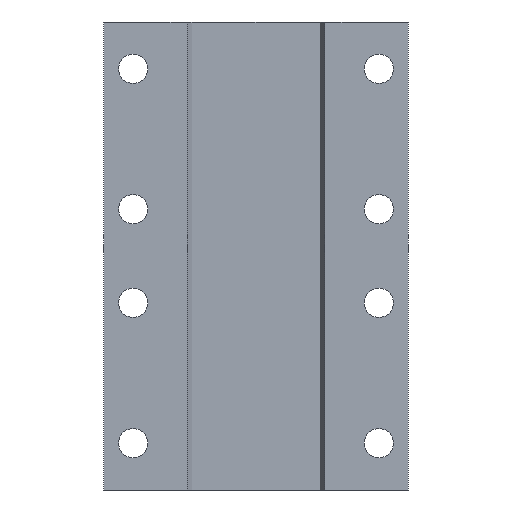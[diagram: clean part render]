
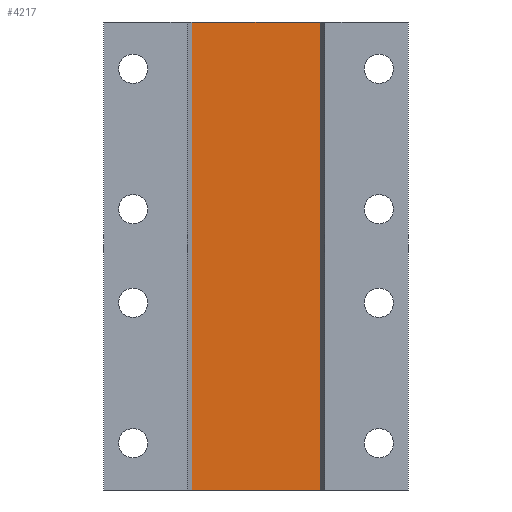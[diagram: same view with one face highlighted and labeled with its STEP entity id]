
A CAD part, front view. The second image highlights one B-rep face of the part: STEP entity #4217.
In plain terms, the highlighted planar face has unit normal (0, -1, 0).
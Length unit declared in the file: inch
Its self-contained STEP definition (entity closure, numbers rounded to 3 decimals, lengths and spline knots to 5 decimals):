
#3 = EDGE_CURVE ( 'NONE', #4525, #7329, #804, .T. ) ;
#82 = CARTESIAN_POINT ( 'NONE',  ( 0., -0.392, -1.25 ) ) ;
#109 = FACE_OUTER_BOUND ( 'NONE', #2346, .T. ) ;
#190 = CARTESIAN_POINT ( 'NONE',  ( -0.34247, -0.392, 1.25 ) ) ;
#268 = DIRECTION ( 'NONE',  ( 0., 0., 1. ) ) ;
#311 = LINE ( 'NONE', #2872, #7275 ) ;
#665 = EDGE_CURVE ( 'NONE', #4525, #1246, #311, .T. ) ;
#669 = CARTESIAN_POINT ( 'NONE',  ( -0.34247, -0.392, -1.25 ) ) ;
#689 = CARTESIAN_POINT ( 'NONE',  ( -0.34247, -0.392, 1.25 ) ) ;
#748 = PLANE ( 'NONE',  #4577 ) ;
#804 = LINE ( 'NONE', #82, #4780 ) ;
#1240 = LINE ( 'NONE', #689, #5408 ) ;
#1246 = VERTEX_POINT ( 'NONE', #5302 ) ;
#1945 = DIRECTION ( 'NONE',  ( 0., 0., 1. ) ) ;
#2346 = EDGE_LOOP ( 'NONE', ( #5543, #4371, #5483, #6900 ) ) ;
#2705 = CARTESIAN_POINT ( 'NONE',  ( 0.34247, -0.392, -1.25 ) ) ;
#2872 = CARTESIAN_POINT ( 'NONE',  ( 0.34247, -0.392, -1.25 ) ) ;
#3238 = VERTEX_POINT ( 'NONE', #190 ) ;
#3271 = DIRECTION ( 'NONE',  ( 0., 1., 0. ) ) ;
#3744 = DIRECTION ( 'NONE',  ( 0., 0., 1. ) ) ;
#4183 = EDGE_CURVE ( 'NONE', #7329, #3238, #4342, .T. ) ;
#4217 = ADVANCED_FACE ( 'NONE', ( #109 ), #748, .F. ) ;
#4342 = LINE ( 'NONE', #8298, #5254 ) ;
#4371 = ORIENTED_EDGE ( 'NONE', *, *, #4757, .T. ) ;
#4525 = VERTEX_POINT ( 'NONE', #2705 ) ;
#4577 = AXIS2_PLACEMENT_3D ( 'NONE', #669, #3271, #1945 ) ;
#4655 = DIRECTION ( 'NONE',  ( -1., 0., 0. ) ) ;
#4757 = EDGE_CURVE ( 'NONE', #1246, #3238, #1240, .T. ) ;
#4772 = DIRECTION ( 'NONE',  ( -1., 0., 0. ) ) ;
#4780 = VECTOR ( 'NONE', #4772, 39.37008 ) ;
#4850 = CARTESIAN_POINT ( 'NONE',  ( -0.34247, -0.392, -1.25 ) ) ;
#5254 = VECTOR ( 'NONE', #3744, 39.37008 ) ;
#5302 = CARTESIAN_POINT ( 'NONE',  ( 0.34247, -0.392, 1.25 ) ) ;
#5408 = VECTOR ( 'NONE', #4655, 39.37008 ) ;
#5483 = ORIENTED_EDGE ( 'NONE', *, *, #4183, .F. ) ;
#5543 = ORIENTED_EDGE ( 'NONE', *, *, #665, .T. ) ;
#6900 = ORIENTED_EDGE ( 'NONE', *, *, #3, .F. ) ;
#7275 = VECTOR ( 'NONE', #268, 39.37008 ) ;
#7329 = VERTEX_POINT ( 'NONE', #4850 ) ;
#8298 = CARTESIAN_POINT ( 'NONE',  ( -0.34247, -0.392, -1.25 ) ) ;
